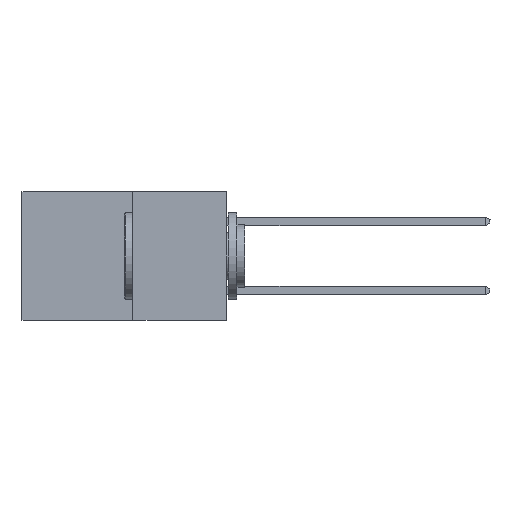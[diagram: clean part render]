
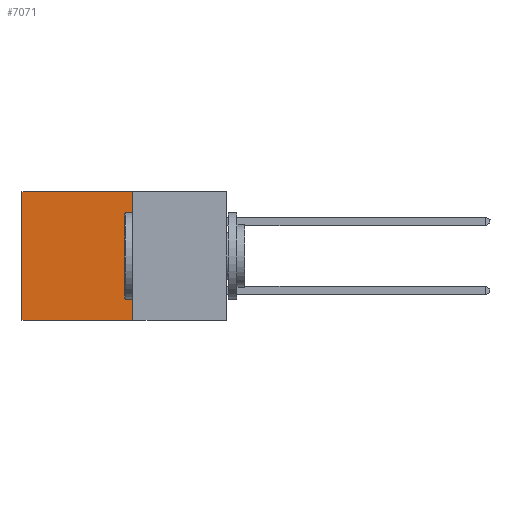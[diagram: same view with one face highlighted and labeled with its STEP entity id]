
A CAD part, left-side view. The second image highlights one B-rep face of the part: STEP entity #7071.
In plain terms, the highlighted planar face has unit normal (-1, 0, 0).
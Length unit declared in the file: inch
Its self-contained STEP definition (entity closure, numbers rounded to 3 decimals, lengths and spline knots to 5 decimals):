
#36 = VECTOR ( 'NONE', #769, 39.37008 ) ;
#41 = CARTESIAN_POINT ( 'NONE',  ( 0.277, 0.59, -0.37 ) ) ;
#108 = VERTEX_POINT ( 'NONE', #7260 ) ;
#471 = DIRECTION ( 'NONE',  ( 1., 0., 0. ) ) ;
#769 = DIRECTION ( 'NONE',  ( 0., 0., -1. ) ) ;
#854 = EDGE_LOOP ( 'NONE', ( #2368, #6274, #8172, #2601 ) ) ;
#1206 = CARTESIAN_POINT ( 'NONE',  ( 0.277, 0.27, -0.37 ) ) ;
#1335 = CARTESIAN_POINT ( 'NONE',  ( 0.277, 0.27, 0. ) ) ;
#1383 = DIRECTION ( 'NONE',  ( 0., 1., 0. ) ) ;
#2141 = CARTESIAN_POINT ( 'NONE',  ( 0.277, 0.27, 0. ) ) ;
#2202 = CARTESIAN_POINT ( 'NONE',  ( 0.277, 0.27, -0.37 ) ) ;
#2368 = ORIENTED_EDGE ( 'NONE', *, *, #5943, .T. ) ;
#2412 = VECTOR ( 'NONE', #8715, 39.37008 ) ;
#2413 = CARTESIAN_POINT ( 'NONE',  ( 0.277, 0.59, -0.37 ) ) ;
#2601 = ORIENTED_EDGE ( 'NONE', *, *, #5017, .T. ) ;
#2848 = DIRECTION ( 'NONE',  ( 0., 1., 0. ) ) ;
#3271 = LINE ( 'NONE', #2141, #8818 ) ;
#4353 = LINE ( 'NONE', #2202, #2412 ) ;
#4490 = EDGE_CURVE ( 'NONE', #7198, #4556, #9059, .T. ) ;
#4556 = VERTEX_POINT ( 'NONE', #2413 ) ;
#5017 = EDGE_CURVE ( 'NONE', #6381, #108, #3271, .T. ) ;
#5614 = DIRECTION ( 'NONE',  ( 0., 0., -1. ) ) ;
#5626 = AXIS2_PLACEMENT_3D ( 'NONE', #8470, #471, #5614 ) ;
#5892 = LINE ( 'NONE', #41, #36 ) ;
#5943 = EDGE_CURVE ( 'NONE', #108, #4556, #5892, .T. ) ;
#6274 = ORIENTED_EDGE ( 'NONE', *, *, #4490, .F. ) ;
#6329 = PLANE ( 'NONE',  #5626 ) ;
#6381 = VERTEX_POINT ( 'NONE', #1335 ) ;
#7071 = ADVANCED_FACE ( 'NONE', ( #8686 ), #6329, .F. ) ;
#7198 = VERTEX_POINT ( 'NONE', #7860 ) ;
#7260 = CARTESIAN_POINT ( 'NONE',  ( 0.277, 0.59, 0. ) ) ;
#7415 = VECTOR ( 'NONE', #1383, 39.37008 ) ;
#7860 = CARTESIAN_POINT ( 'NONE',  ( 0.277, 0.27, -0.37 ) ) ;
#8172 = ORIENTED_EDGE ( 'NONE', *, *, #9069, .F. ) ;
#8470 = CARTESIAN_POINT ( 'NONE',  ( 0.277, 0.27, -0.37 ) ) ;
#8686 = FACE_OUTER_BOUND ( 'NONE', #854, .T. ) ;
#8715 = DIRECTION ( 'NONE',  ( 0., 0., -1. ) ) ;
#8818 = VECTOR ( 'NONE', #2848, 39.37008 ) ;
#9059 = LINE ( 'NONE', #1206, #7415 ) ;
#9069 = EDGE_CURVE ( 'NONE', #6381, #7198, #4353, .T. ) ;
